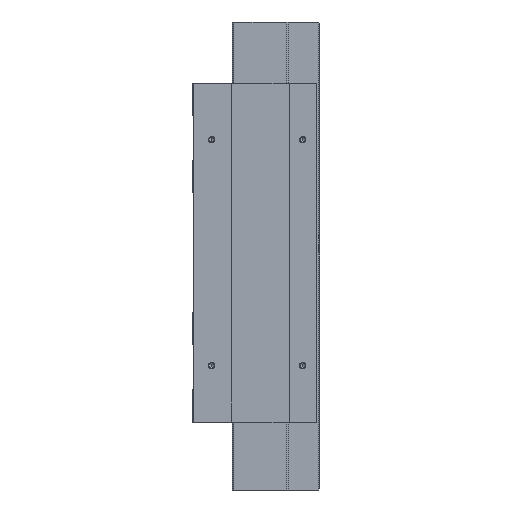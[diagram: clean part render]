
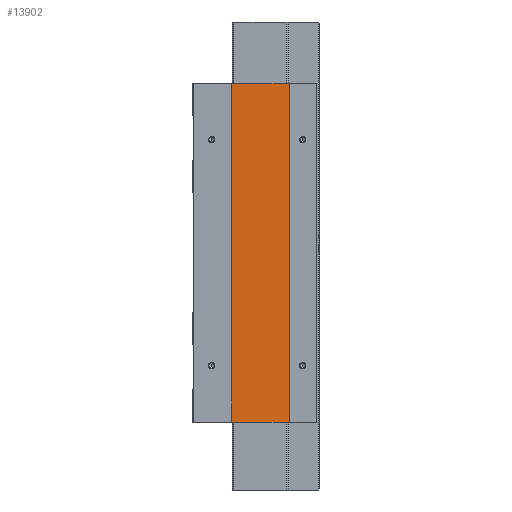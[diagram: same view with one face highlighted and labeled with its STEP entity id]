
A CAD part, left-side view. The second image highlights one B-rep face of the part: STEP entity #13902.
In plain terms, the highlighted face is planar.
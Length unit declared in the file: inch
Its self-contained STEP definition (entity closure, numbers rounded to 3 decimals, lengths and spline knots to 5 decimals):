
#252 = VERTEX_POINT ( 'NONE', #23117 ) ;
#1539 = CARTESIAN_POINT ( 'NONE',  ( -5.25, -0.8875, -0.61 ) ) ;
#2094 = ORIENTED_EDGE ( 'NONE', *, *, #2124, .T. ) ;
#2124 = EDGE_CURVE ( 'NONE', #252, #4991, #5036, .T. ) ;
#2461 = ORIENTED_EDGE ( 'NONE', *, *, #21597, .F. ) ;
#3552 = ORIENTED_EDGE ( 'NONE', *, *, #21822, .F. ) ;
#3730 = DIRECTION ( 'NONE',  ( 0., 0., 1. ) ) ;
#4040 = CARTESIAN_POINT ( 'NONE',  ( -5.25, 0.8875, -0.61 ) ) ;
#4882 = CARTESIAN_POINT ( 'NONE',  ( 5.25, 0.8875, -0.61 ) ) ;
#4991 = VERTEX_POINT ( 'NONE', #1539 ) ;
#5036 = LINE ( 'NONE', #12470, #15115 ) ;
#5465 = EDGE_LOOP ( 'NONE', ( #2094, #2461, #3552, #7828 ) ) ;
#5511 = LINE ( 'NONE', #4040, #9945 ) ;
#5925 = DIRECTION ( 'NONE',  ( 1., 0., 0. ) ) ;
#7242 = VECTOR ( 'NONE', #12948, 39.37008 ) ;
#7771 = FACE_OUTER_BOUND ( 'NONE', #5465, .T. ) ;
#7828 = ORIENTED_EDGE ( 'NONE', *, *, #15217, .T. ) ;
#8437 = CARTESIAN_POINT ( 'NONE',  ( -5.25, 0.8875, -0.61 ) ) ;
#9192 = LINE ( 'NONE', #24052, #7242 ) ;
#9193 = VECTOR ( 'NONE', #14150, 39.37008 ) ;
#9945 = VECTOR ( 'NONE', #22585, 39.37008 ) ;
#12470 = CARTESIAN_POINT ( 'NONE',  ( -5.25, -0.8875, -0.61 ) ) ;
#12948 = DIRECTION ( 'NONE',  ( 0., -1., 0. ) ) ;
#13902 = ADVANCED_FACE ( 'NONE', ( #7771 ), #15196, .F. ) ;
#14150 = DIRECTION ( 'NONE',  ( -1., 0., 0. ) ) ;
#15059 = AXIS2_PLACEMENT_3D ( 'NONE', #22637, #3730, #5925 ) ;
#15115 = VECTOR ( 'NONE', #19932, 39.37008 ) ;
#15196 = PLANE ( 'NONE',  #15059 ) ;
#15217 = EDGE_CURVE ( 'NONE', #15490, #252, #9192, .T. ) ;
#15490 = VERTEX_POINT ( 'NONE', #4882 ) ;
#17169 = CARTESIAN_POINT ( 'NONE',  ( -5.25, 0.8875, -0.61 ) ) ;
#17468 = VERTEX_POINT ( 'NONE', #17169 ) ;
#19932 = DIRECTION ( 'NONE',  ( -1., 0., 0. ) ) ;
#21597 = EDGE_CURVE ( 'NONE', #17468, #4991, #5511, .T. ) ;
#21822 = EDGE_CURVE ( 'NONE', #15490, #17468, #21845, .T. ) ;
#21845 = LINE ( 'NONE', #8437, #9193 ) ;
#22585 = DIRECTION ( 'NONE',  ( 0., -1., 0. ) ) ;
#22637 = CARTESIAN_POINT ( 'NONE',  ( -5.25, 0.8875, -0.61 ) ) ;
#23117 = CARTESIAN_POINT ( 'NONE',  ( 5.25, -0.8875, -0.61 ) ) ;
#24052 = CARTESIAN_POINT ( 'NONE',  ( 5.25, 0.8875, -0.61 ) ) ;
